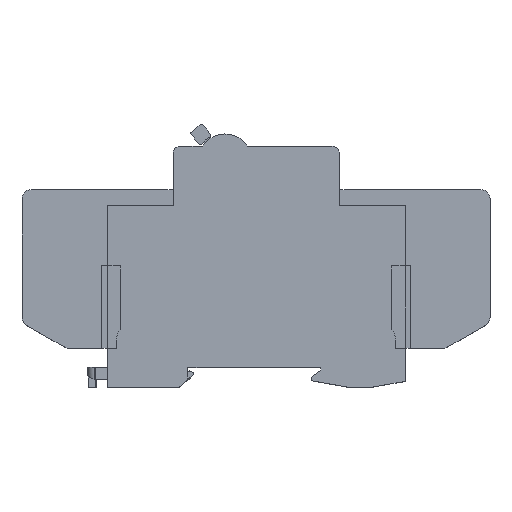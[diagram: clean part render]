
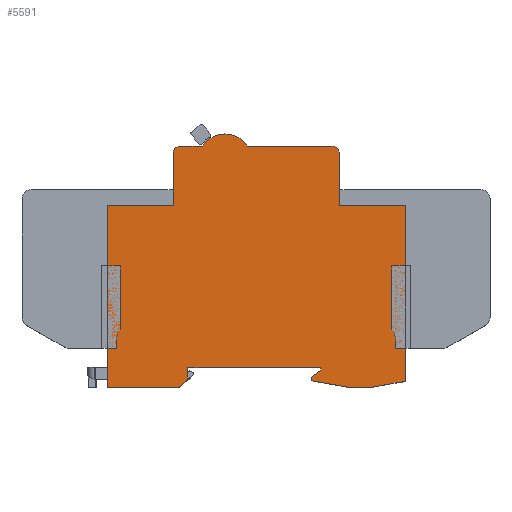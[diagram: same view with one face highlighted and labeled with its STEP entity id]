
A CAD part, top view. The second image highlights one B-rep face of the part: STEP entity #5591.
In plain terms, the highlighted planar face has unit normal (0, 0, 1).
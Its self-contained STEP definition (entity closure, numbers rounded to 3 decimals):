
#4911=DIRECTION('',(1.,0.,0.));
#4912=VECTOR('',#4911,5.897);
#4913=CARTESIAN_POINT('',(-35.751,22.481,8.021));
#4914=LINE('',#4913,#4912);
#4915=CARTESIAN_POINT('',(-23.751,18.481,8.021));
#4916=DIRECTION('',(0.,0.,-1.));
#4917=DIRECTION('',(-0.836,0.548,0.));
#4918=AXIS2_PLACEMENT_3D('',#4915,#4916,#4917);
#4920=DIRECTION('',(1.,0.,0.));
#4921=VECTOR('',#4920,22.897);
#4922=CARTESIAN_POINT('',(-17.648,22.481,8.021));
#4923=LINE('',#4922,#4921);
#4924=CARTESIAN_POINT('',(5.249,20.481,8.021));
#4925=DIRECTION('',(0.,0.,-1.));
#4926=DIRECTION('',(0.,1.,0.));
#4927=AXIS2_PLACEMENT_3D('',#4924,#4925,#4926);
#4929=DIRECTION('',(0.,-1.,0.));
#4930=VECTOR('',#4929,14.1);
#4931=CARTESIAN_POINT('',(7.249,20.481,8.021));
#4932=LINE('',#4931,#4930);
#4933=DIRECTION('',(1.,0.,0.));
#4934=VECTOR('',#4933,17.9);
#4935=CARTESIAN_POINT('',(7.249,6.381,8.021));
#4936=LINE('',#4935,#4934);
#4937=DIRECTION('',(0.,-1.,0.));
#4938=VECTOR('',#4937,47.692);
#4939=CARTESIAN_POINT('',(25.149,6.381,8.021));
#4940=LINE('',#4939,#4938);
#4941=DIRECTION('',(-0.985,-0.174,0.));
#4942=VECTOR('',#4941,9.791);
#4943=CARTESIAN_POINT('',(25.149,-41.311,8.021));
#4944=LINE('',#4943,#4942);
#4945=DIRECTION('',(-1.,0.,0.));
#4946=VECTOR('',#4945,5.157);
#4947=CARTESIAN_POINT('',(15.507,-43.011,8.021));
#4948=LINE('',#4947,#4946);
#4949=DIRECTION('',(-0.985,0.174,0.));
#4950=VECTOR('',#4949,10.857);
#4951=CARTESIAN_POINT('',(10.349,-43.011,8.021));
#4952=LINE('',#4951,#4950);
#4953=DIRECTION('',(-0.008,1.,0.));
#4954=VECTOR('',#4953,0.986);
#4955=CARTESIAN_POINT('',(-0.343,-41.126,
8.021));
#4956=LINE('',#4955,#4954);
#4957=DIRECTION('',(0.819,0.574,0.));
#4958=VECTOR('',#4957,3.174);
#4959=CARTESIAN_POINT('',(-0.351,-40.14,
8.021));
#4960=LINE('',#4959,#4958);
#4961=DIRECTION('',(0.,1.,0.));
#4962=VECTOR('',#4961,0.8);
#4963=CARTESIAN_POINT('',(2.249,-38.319,8.021));
#4964=LINE('',#4963,#4962);
#4965=DIRECTION('',(-1.,0.,0.));
#4966=VECTOR('',#4965,36.);
#4967=CARTESIAN_POINT('',(2.249,-37.519,8.021));
#4968=LINE('',#4967,#4966);
#4969=DIRECTION('',(-0.819,-0.574,0.));
#4970=VECTOR('',#4969,1.882);
#4971=CARTESIAN_POINT('',(-33.751,-40.982,
8.021));
#4972=LINE('',#4971,#4970);
#4973=CARTESIAN_POINT('',(-35.293,-42.061,
8.021));
#4974=CARTESIAN_POINT('',(-35.354,-42.122,
8.021));
#4975=CARTESIAN_POINT('',(-35.473,-42.241,
8.021));
#4976=CARTESIAN_POINT('',(-35.643,-42.41,
8.021));
#4977=CARTESIAN_POINT('',(-35.794,-42.561,
8.021));
#4978=CARTESIAN_POINT('',(-35.924,-42.69,
8.021));
#4979=CARTESIAN_POINT('',(-36.03,-42.794,
8.021));
#4980=CARTESIAN_POINT('',(-36.114,-42.877,
8.021));
#4981=CARTESIAN_POINT('',(-36.174,-42.933,
8.021));
#4982=CARTESIAN_POINT('',(-36.218,-42.981,
8.021));
#4983=CARTESIAN_POINT('',(-36.239,-42.992,
8.021));
#4984=CARTESIAN_POINT('',(-36.253,-43.014,
8.021));
#4985=CARTESIAN_POINT('',(-36.255,-43.011,
8.021));
#4987=DIRECTION('',(-1.,0.,0.));
#4988=VECTOR('',#4987,19.397);
#4989=CARTESIAN_POINT('',(-36.255,-43.011,
8.021));
#4990=LINE('',#4989,#4988);
#4991=DIRECTION('',(0.,1.,0.));
#4992=VECTOR('',#4991,49.392);
#4993=CARTESIAN_POINT('',(-55.651,-43.011,
8.021));
#4994=LINE('',#4993,#4992);
#4995=DIRECTION('',(1.,0.,0.));
#4996=VECTOR('',#4995,17.9);
#4997=CARTESIAN_POINT('',(-55.651,6.381,8.021));
#4998=LINE('',#4997,#4996);
#4999=DIRECTION('',(0.,1.,0.));
#5000=VECTOR('',#4999,14.1);
#5001=CARTESIAN_POINT('',(-37.751,6.381,8.021));
#5002=LINE('',#5001,#5000);
#5003=CARTESIAN_POINT('',(-35.751,20.481,8.021));
#5004=DIRECTION('',(0.,0.,-1.));
#5005=DIRECTION('',(-1.,0.,0.));
#5006=AXIS2_PLACEMENT_3D('',#5003,#5004,#5005);
#5132=DIRECTION('',(0.,1.,0.));
#5133=VECTOR('',#5132,3.462);
#5134=CARTESIAN_POINT('',(-33.751,-40.982,
8.021));
#5135=LINE('',#5134,#5133);
#5239=CARTESIAN_POINT('',(15.507,-43.011,8.021));
#5240=CARTESIAN_POINT('',(10.349,-43.011,8.021));
#5241=VERTEX_POINT('',#5239);
#5242=VERTEX_POINT('',#5240);
#5243=CARTESIAN_POINT('',(-0.343,-41.126,
8.021));
#5244=VERTEX_POINT('',#5243);
#5245=CARTESIAN_POINT('',(-0.351,-40.14,
8.021));
#5246=VERTEX_POINT('',#5245);
#5247=CARTESIAN_POINT('',(2.249,-38.319,8.021));
#5248=VERTEX_POINT('',#5247);
#5249=CARTESIAN_POINT('',(2.249,-37.519,8.021));
#5250=VERTEX_POINT('',#5249);
#5251=CARTESIAN_POINT('',(-33.751,-37.519,
8.021));
#5252=VERTEX_POINT('',#5251);
#5253=CARTESIAN_POINT('',(-33.751,-40.982,
8.021));
#5254=CARTESIAN_POINT('',(-35.293,-42.061,
8.021));
#5255=VERTEX_POINT('',#5253);
#5256=VERTEX_POINT('',#5254);
#5257=VERTEX_POINT('',#4985);
#5258=CARTESIAN_POINT('',(-55.651,-43.011,
8.021));
#5259=VERTEX_POINT('',#5258);
#5260=CARTESIAN_POINT('',(-55.651,6.381,8.021));
#5261=VERTEX_POINT('',#5260);
#5262=CARTESIAN_POINT('',(-37.751,6.381,8.021));
#5263=VERTEX_POINT('',#5262);
#5264=CARTESIAN_POINT('',(-37.751,20.481,8.021));
#5265=VERTEX_POINT('',#5264);
#5266=CARTESIAN_POINT('',(-35.751,22.481,8.021));
#5267=VERTEX_POINT('',#5266);
#5268=CARTESIAN_POINT('',(5.249,22.481,8.021));
#5269=CARTESIAN_POINT('',(7.249,20.481,8.021));
#5270=VERTEX_POINT('',#5268);
#5271=VERTEX_POINT('',#5269);
#5272=CARTESIAN_POINT('',(7.249,6.381,8.021));
#5273=VERTEX_POINT('',#5272);
#5274=CARTESIAN_POINT('',(25.149,6.381,8.021));
#5275=VERTEX_POINT('',#5274);
#5276=CARTESIAN_POINT('',(25.149,-41.311,8.021));
#5277=VERTEX_POINT('',#5276);
#5282=CARTESIAN_POINT('',(-29.854,22.481,8.021));
#5283=VERTEX_POINT('',#5282);
#5284=CARTESIAN_POINT('',(-17.648,22.481,8.021));
#5285=VERTEX_POINT('',#5284);
#5543=CARTESIAN_POINT('',(0.,0.,8.021));
#5544=DIRECTION('',(0.,0.,-1.));
#5545=DIRECTION('',(-1.,0.,0.));
#5546=AXIS2_PLACEMENT_3D('',#5543,#5544,#5545);
#5547=PLANE('',#5546);
#5548=ORIENTED_EDGE('',*,*,#5411,.T.);
#5549=ORIENTED_EDGE('',*,*,#5482,.T.);
#5550=ORIENTED_EDGE('',*,*,#5433,.T.);
#5552=ORIENTED_EDGE('',*,*,#5551,.T.);
#5554=ORIENTED_EDGE('',*,*,#5553,.T.);
#5556=ORIENTED_EDGE('',*,*,#5555,.T.);
#5558=ORIENTED_EDGE('',*,*,#5557,.T.);
#5560=ORIENTED_EDGE('',*,*,#5559,.T.);
#5562=ORIENTED_EDGE('',*,*,#5561,.T.);
#5564=ORIENTED_EDGE('',*,*,#5563,.T.);
#5566=ORIENTED_EDGE('',*,*,#5565,.T.);
#5568=ORIENTED_EDGE('',*,*,#5567,.T.);
#5570=ORIENTED_EDGE('',*,*,#5569,.T.);
#5572=ORIENTED_EDGE('',*,*,#5571,.T.);
#5574=ORIENTED_EDGE('',*,*,#5573,.F.);
#5576=ORIENTED_EDGE('',*,*,#5575,.T.);
#5578=ORIENTED_EDGE('',*,*,#5577,.T.);
#5580=ORIENTED_EDGE('',*,*,#5579,.T.);
#5582=ORIENTED_EDGE('',*,*,#5581,.T.);
#5584=ORIENTED_EDGE('',*,*,#5583,.T.);
#5586=ORIENTED_EDGE('',*,*,#5585,.T.);
#5588=ORIENTED_EDGE('',*,*,#5587,.T.);
#5589=EDGE_LOOP('',(#5548,#5549,#5550,#5552,#5554,#5556,#5558,#5560,#5562,#5564,
#5566,#5568,#5570,#5572,#5574,#5576,#5578,#5580,#5582,#5584,#5586,#5588));
#5590=FACE_OUTER_BOUND('',#5589,.F.);
#5591=ADVANCED_FACE('',(#5590),#5547,.F.);
#4919=CIRCLE('',#4918,7.297);
#4928=CIRCLE('',#4927,2.);
#4986=B_SPLINE_CURVE_WITH_KNOTS('',3,(#4973,#4974,#4975,#4976,#4977,#4978,#4979,
#4980,#4981,#4982,#4983,#4984,#4985),.UNSPECIFIED.,.F.,.F.,(4,1,1,1,1,1,1,1,1,1,
4),(0.,0.192,0.372,0.532,
0.667,0.778,0.863,0.926,
0.968,0.992,1.),.UNSPECIFIED.);
#5007=CIRCLE('',#5006,2.);
#5411=EDGE_CURVE('',#5267,#5283,#4914,.T.);
#5433=EDGE_CURVE('',#5285,#5270,#4923,.T.);
#5482=EDGE_CURVE('',#5283,#5285,#4919,.T.);
#5551=EDGE_CURVE('',#5270,#5271,#4928,.T.);
#5553=EDGE_CURVE('',#5271,#5273,#4932,.T.);
#5555=EDGE_CURVE('',#5273,#5275,#4936,.T.);
#5557=EDGE_CURVE('',#5275,#5277,#4940,.T.);
#5559=EDGE_CURVE('',#5277,#5241,#4944,.T.);
#5561=EDGE_CURVE('',#5241,#5242,#4948,.T.);
#5563=EDGE_CURVE('',#5242,#5244,#4952,.T.);
#5565=EDGE_CURVE('',#5244,#5246,#4956,.T.);
#5567=EDGE_CURVE('',#5246,#5248,#4960,.T.);
#5569=EDGE_CURVE('',#5248,#5250,#4964,.T.);
#5571=EDGE_CURVE('',#5250,#5252,#4968,.T.);
#5573=EDGE_CURVE('',#5255,#5252,#5135,.T.);
#5575=EDGE_CURVE('',#5255,#5256,#4972,.T.);
#5577=EDGE_CURVE('',#5256,#5257,#4986,.T.);
#5579=EDGE_CURVE('',#5257,#5259,#4990,.T.);
#5581=EDGE_CURVE('',#5259,#5261,#4994,.T.);
#5583=EDGE_CURVE('',#5261,#5263,#4998,.T.);
#5585=EDGE_CURVE('',#5263,#5265,#5002,.T.);
#5587=EDGE_CURVE('',#5265,#5267,#5007,.T.);
